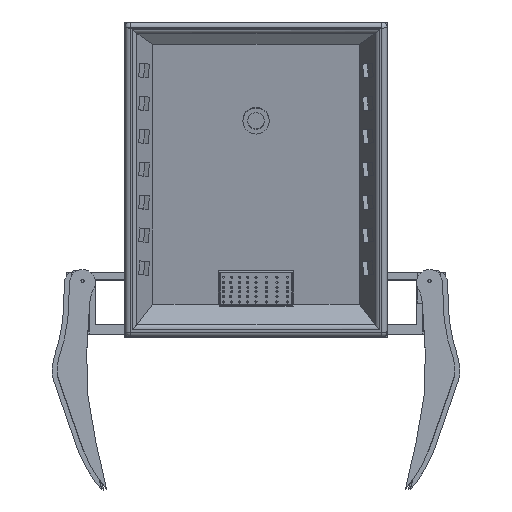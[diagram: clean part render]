
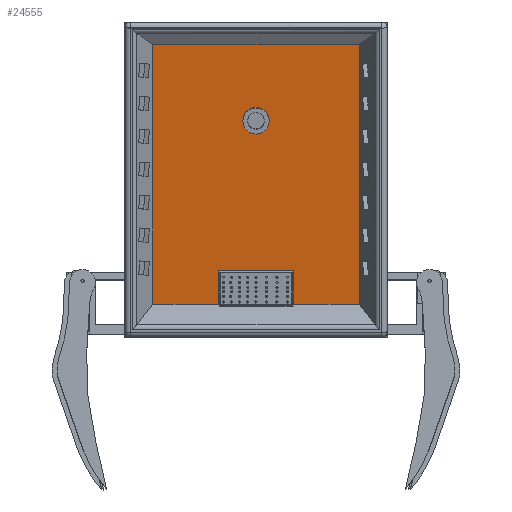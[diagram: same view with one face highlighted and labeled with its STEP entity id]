
A CAD part, top view. The second image highlights one B-rep face of the part: STEP entity #24555.
In plain terms, the highlighted planar face has unit normal (0, -0.164, 0.986).
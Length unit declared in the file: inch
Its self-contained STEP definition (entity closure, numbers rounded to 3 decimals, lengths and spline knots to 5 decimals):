
#362 = DIRECTION ( 'NONE',  ( 0., 0.986, 0.164 ) ) ;
#1081 = VECTOR ( 'NONE', #25384, 39.37008 ) ;
#1193 = ORIENTED_EDGE ( 'NONE', *, *, #30197, .T. ) ;
#1299 = CARTESIAN_POINT ( 'NONE',  ( 0., -9.32124, -0.78243 ) ) ;
#3085 = AXIS2_PLACEMENT_3D ( 'NONE', #26917, #7724, #5719 ) ;
#3820 = ORIENTED_EDGE ( 'NONE', *, *, #20643, .F. ) ;
#4443 = ORIENTED_EDGE ( 'NONE', *, *, #9258, .F. ) ;
#4497 = LINE ( 'NONE', #23535, #15415 ) ;
#4546 = DIRECTION ( 'NONE',  ( 0., 0.986, 0.164 ) ) ;
#4872 = EDGE_LOOP ( 'NONE', ( #4443, #3820 ) ) ;
#5304 = CARTESIAN_POINT ( 'NONE',  ( 1.4148, -10.58272, -0.99268 ) ) ;
#5719 = DIRECTION ( 'NONE',  ( 0., 0.986, 0.164 ) ) ;
#6366 = CARTESIAN_POINT ( 'NONE',  ( -1.40698, -10.58272, -0.99268 ) ) ;
#6436 = VERTEX_POINT ( 'NONE', #6959 ) ;
#6959 = CARTESIAN_POINT ( 'NONE',  ( -3.87286, -0.83996, 0.63112 ) ) ;
#7193 = DIRECTION ( 'NONE',  ( 0., 0.164, -0.986 ) ) ;
#7432 = VERTEX_POINT ( 'NONE', #6366 ) ;
#7509 = ORIENTED_EDGE ( 'NONE', *, *, #28371, .F. ) ;
#7724 = DIRECTION ( 'NONE',  ( 0., -0.164, 0.986 ) ) ;
#7726 = CARTESIAN_POINT ( 'NONE',  ( 1.4148, -9.32124, -0.78243 ) ) ;
#8423 = VERTEX_POINT ( 'NONE', #24056 ) ;
#8439 = EDGE_CURVE ( 'NONE', #19709, #8423, #16623, .T. ) ;
#8482 = CARTESIAN_POINT ( 'NONE',  ( 3.87286, -10.58272, -0.99268 ) ) ;
#8799 = AXIS2_PLACEMENT_3D ( 'NONE', #21741, #7193, #362 ) ;
#8992 = VERTEX_POINT ( 'NONE', #29875 ) ;
#9206 = CARTESIAN_POINT ( 'NONE',  ( -1.40698, -9.32124, -0.78243 ) ) ;
#9258 = EDGE_CURVE ( 'NONE', #22738, #11102, #28299, .T. ) ;
#9339 = CARTESIAN_POINT ( 'NONE',  ( 0.0013, -3.68181, 0.15747 ) ) ;
#10318 = EDGE_CURVE ( 'NONE', #30232, #23171, #22659, .T. ) ;
#10539 = LINE ( 'NONE', #17508, #17128 ) ;
#11057 = CARTESIAN_POINT ( 'NONE',  ( -3.87286, -11.22851, -1.10031 ) ) ;
#11102 = VERTEX_POINT ( 'NONE', #21463 ) ;
#11388 = CARTESIAN_POINT ( 'NONE',  ( 0.0013, -3.19638, 0.23838 ) ) ;
#11947 = ORIENTED_EDGE ( 'NONE', *, *, #16910, .T. ) ;
#12924 = VECTOR ( 'NONE', #21441, 39.37008 ) ;
#14011 = ORIENTED_EDGE ( 'NONE', *, *, #30065, .F. ) ;
#14745 = EDGE_CURVE ( 'NONE', #19213, #19709, #10539, .T. ) ;
#15344 = ORIENTED_EDGE ( 'NONE', *, *, #21604, .T. ) ;
#15415 = VECTOR ( 'NONE', #28179, 39.37008 ) ;
#15711 = LINE ( 'NONE', #11057, #25106 ) ;
#15938 = CARTESIAN_POINT ( 'NONE',  ( -1.40698, -10.66039, -1.00562 ) ) ;
#16623 = LINE ( 'NONE', #21747, #12924 ) ;
#16910 = EDGE_CURVE ( 'NONE', #6436, #8992, #15711, .T. ) ;
#16948 = LINE ( 'NONE', #21761, #27947 ) ;
#17128 = VECTOR ( 'NONE', #22318, 39.37008 ) ;
#17508 = CARTESIAN_POINT ( 'NONE',  ( -4.52756, -10.58272, -0.99268 ) ) ;
#17606 = AXIS2_PLACEMENT_3D ( 'NONE', #9339, #20795, #4546 ) ;
#18076 = CIRCLE ( 'NONE', #17606, 0.49213 ) ;
#18952 = FACE_BOUND ( 'NONE', #4872, .T. ) ;
#19116 = ORIENTED_EDGE ( 'NONE', *, *, #8439, .T. ) ;
#19213 = VERTEX_POINT ( 'NONE', #5304 ) ;
#19709 = VERTEX_POINT ( 'NONE', #8482 ) ;
#20407 = LINE ( 'NONE', #22583, #23738 ) ;
#20643 = EDGE_CURVE ( 'NONE', #11102, #22738, #18076, .T. ) ;
#20795 = DIRECTION ( 'NONE',  ( 0., -0.164, 0.986 ) ) ;
#21441 = DIRECTION ( 'NONE',  ( 0., 0.986, 0.164 ) ) ;
#21463 = CARTESIAN_POINT ( 'NONE',  ( 0.0013, -4.16724, 0.07657 ) ) ;
#21604 = EDGE_CURVE ( 'NONE', #8992, #7432, #16948, .T. ) ;
#21686 = EDGE_LOOP ( 'NONE', ( #7509, #28772, #19116, #1193, #11947, #15344, #14011, #24098 ) ) ;
#21741 = CARTESIAN_POINT ( 'NONE',  ( 0., -0.12504, 0.75027 ) ) ;
#21747 = CARTESIAN_POINT ( 'NONE',  ( 3.87286, -11.22851, -1.10031 ) ) ;
#21761 = CARTESIAN_POINT ( 'NONE',  ( -4.52756, -10.58272, -0.99268 ) ) ;
#22318 = DIRECTION ( 'NONE',  ( 1., 0., 0. ) ) ;
#22583 = CARTESIAN_POINT ( 'NONE',  ( 1.4148, -10.66039, -1.00562 ) ) ;
#22659 = LINE ( 'NONE', #1299, #27330 ) ;
#22738 = VERTEX_POINT ( 'NONE', #11388 ) ;
#23171 = VERTEX_POINT ( 'NONE', #9206 ) ;
#23535 = CARTESIAN_POINT ( 'NONE',  ( -4.52756, -0.83996, 0.63112 ) ) ;
#23738 = VECTOR ( 'NONE', #29849, 39.37008 ) ;
#24056 = CARTESIAN_POINT ( 'NONE',  ( 3.87286, -0.83996, 0.63112 ) ) ;
#24098 = ORIENTED_EDGE ( 'NONE', *, *, #10318, .F. ) ;
#24555 = ADVANCED_FACE ( 'NONE', ( #18952, #28247 ), #28397, .F. ) ;
#25106 = VECTOR ( 'NONE', #29961, 39.37008 ) ;
#25384 = DIRECTION ( 'NONE',  ( 0., -0.986, -0.164 ) ) ;
#26705 = DIRECTION ( 'NONE',  ( 1., 0., 0. ) ) ;
#26917 = CARTESIAN_POINT ( 'NONE',  ( 0.0013, -3.68181, 0.15747 ) ) ;
#27330 = VECTOR ( 'NONE', #27760, 39.37008 ) ;
#27760 = DIRECTION ( 'NONE',  ( -1., 0., 0. ) ) ;
#27947 = VECTOR ( 'NONE', #26705, 39.37008 ) ;
#28179 = DIRECTION ( 'NONE',  ( -1., 0., 0. ) ) ;
#28247 = FACE_OUTER_BOUND ( 'NONE', #21686, .T. ) ;
#28299 = CIRCLE ( 'NONE', #3085, 0.49213 ) ;
#28371 = EDGE_CURVE ( 'NONE', #19213, #30232, #20407, .T. ) ;
#28397 = PLANE ( 'NONE',  #8799 ) ;
#28772 = ORIENTED_EDGE ( 'NONE', *, *, #14745, .T. ) ;
#29849 = DIRECTION ( 'NONE',  ( 0., 0.986, 0.164 ) ) ;
#29875 = CARTESIAN_POINT ( 'NONE',  ( -3.87286, -10.58272, -0.99268 ) ) ;
#29961 = DIRECTION ( 'NONE',  ( 0., -0.986, -0.164 ) ) ;
#30025 = LINE ( 'NONE', #15938, #1081 ) ;
#30065 = EDGE_CURVE ( 'NONE', #23171, #7432, #30025, .T. ) ;
#30197 = EDGE_CURVE ( 'NONE', #8423, #6436, #4497, .T. ) ;
#30232 = VERTEX_POINT ( 'NONE', #7726 ) ;
